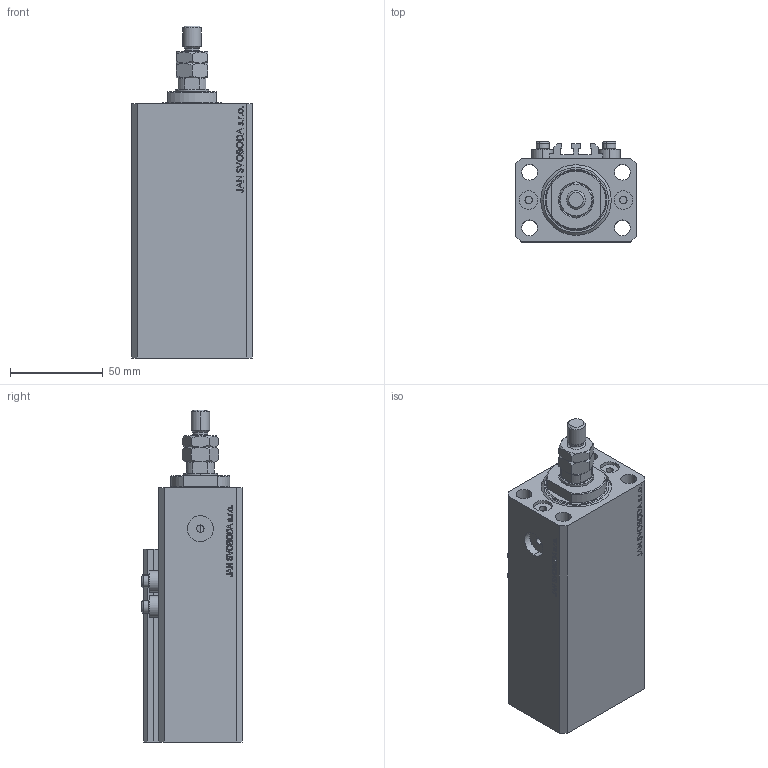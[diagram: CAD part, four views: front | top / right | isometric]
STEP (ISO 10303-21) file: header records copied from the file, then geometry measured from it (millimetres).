
FILE_DESCRIPTION (( 'STEP AP203' ), '1' );
FILE_NAME ('8f56.STEP', '2023-10-07T22:25:06', ( '' ), ( '' ), 'SwSTEP 2.0', 'SolidWorks 2019', '' );
FILE_SCHEMA (( 'CONFIG_CONTROL_DESIGN' ));
Length unit declared in the file: millimetre
Products named in the file (6): ALLEN BOLT V250CE 7102f0a88e17f1fec7111a21e112c770; MTA 7102f0a88e17f1fec7111a21e112c770; V250CE_C_VCP 7102f0a88e17f1fec7111a21e112c770; V250CE_VC_C 7102f0a88e17f1fec7111a21e112c770; 8f56; V250CE_C_Body 7102f0a88e17f1fec7111a21e112c770
Assembly tree (8 placements, depth 2):
  8f56
    V250CE_C_Body 7102f0a88e17f1fec7111a21e112c770
    ALLEN BOLT V250CE 7102f0a88e17f1fec7111a21e112c770  x4
    V250CE_C_VCP 7102f0a88e17f1fec7111a21e112c770
    V250CE_VC_C 7102f0a88e17f1fec7111a21e112c770
    MTA 7102f0a88e17f1fec7111a21e112c770
Bounding box: 65 x 54 x 179 mm (x, y, z)
Volume: 370613.3 mm3; surface area: 92343.9 mm2
Topology: 9 solids, 9 shells, 1083 faces, 2698 edges, 1753 vertices
Faces by surface type: plane 519, bspline 374, cylinder 90, cone 84, torus 16
Entity records: 48789 total; most frequent: CARTESIAN_POINT 26392, ORIENTED_EDGE 5086, DIRECTION 3217, EDGE_CURVE 2543, VERTEX_POINT 1669, LINE 1505, VECTOR 1505, EDGE_LOOP 1132
